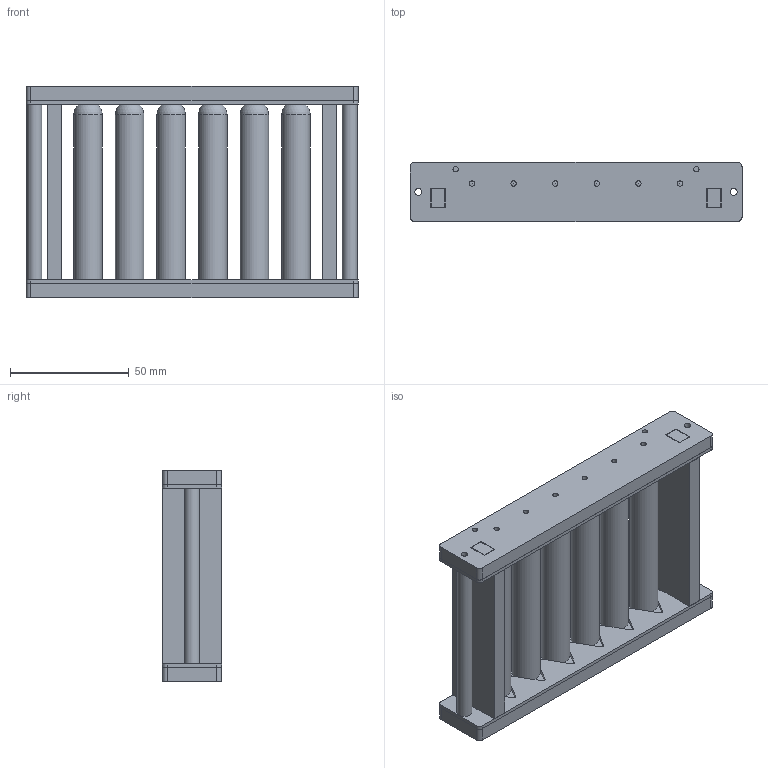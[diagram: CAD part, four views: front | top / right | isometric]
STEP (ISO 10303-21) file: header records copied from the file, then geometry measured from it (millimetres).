
FILE_DESCRIPTION(('FreeCAD Model'),'2;1');
FILE_NAME('assembly.step','2013-03-13T18:17:42',('FreeCAD') ,('FreeCAD'),'Open CASCADE STEP processor 6.3','FreeCAD','Unknown');
FILE_SCHEMA(('AUTOMOTIVE_DESIGN_CC2 { 1 2 10303 214 -1 1 5 4 }'));
Length unit declared in the file: millimetre
Products named in the file (16): Open CASCADE STEP translator 6.3 1; Open CASCADE STEP translator 6.3 1.1; Open CASCADE STEP translator 6.3 1.2; Open CASCADE STEP translator 6.3 1.3; Open CASCADE STEP translator 6.3 1.4; Open CASCADE STEP translator 6.3 1.5; Open CASCADE STEP translator 6.3 1.6; Open CASCADE STEP translator 6.3 1.7; Open CASCADE STEP translator 6.3 1.8; Open CASCADE STEP translator 6.3 1.9; Open CASCADE STEP translator 6.3 1.10; Open CASCADE STEP translator 6.3 1.11; Open CASCADE STEP translator 6.3 1.12; Open CASCADE STEP translator 6.3 1.13; Open CASCADE STEP translator 6.3 1.14; Open CASCADE STEP translator 6.3 1.15
Assembly tree (15 placements, depth 2):
  Open CASCADE STEP translator 6.3 1
    Open CASCADE STEP translator 6.3 1.1
    Open CASCADE STEP translator 6.3 1.2
    Open CASCADE STEP translator 6.3 1.3
    Open CASCADE STEP translator 6.3 1.4
    Open CASCADE STEP translator 6.3 1.5
    Open CASCADE STEP translator 6.3 1.6
    Open CASCADE STEP translator 6.3 1.7
    Open CASCADE STEP translator 6.3 1.8
    Open CASCADE STEP translator 6.3 1.9
    Open CASCADE STEP translator 6.3 1.10
    Open CASCADE STEP translator 6.3 1.11
    Open CASCADE STEP translator 6.3 1.12
    Open CASCADE STEP translator 6.3 1.13
    Open CASCADE STEP translator 6.3 1.14
    Open CASCADE STEP translator 6.3 1.15
Bounding box: 140 x 25 x 89.1 mm (x, y, z)
Volume: 88603.8 mm3; surface area: 77315.1 mm2
Topology: 15 solids, 15 shells, 262 faces, 702 edges, 464 vertices
Faces by surface type: plane 150, cylinder 100, sphere 12
Full cylindrical faces by diameter (mm): 2.26 x8, 2.946 x8, 3.174 x2, 6.35 x2, 8.42 x6, 10 x6, 12 x6
Entity records: 17844 total; most frequent: CARTESIAN_POINT 3576, DIRECTION 2694, LINE 1650, VECTOR 1650, ORIENTED_EDGE 1380, PCURVE 1380, DEFINITIONAL_REPRESENTATION 1380, EDGE_CURVE 690
